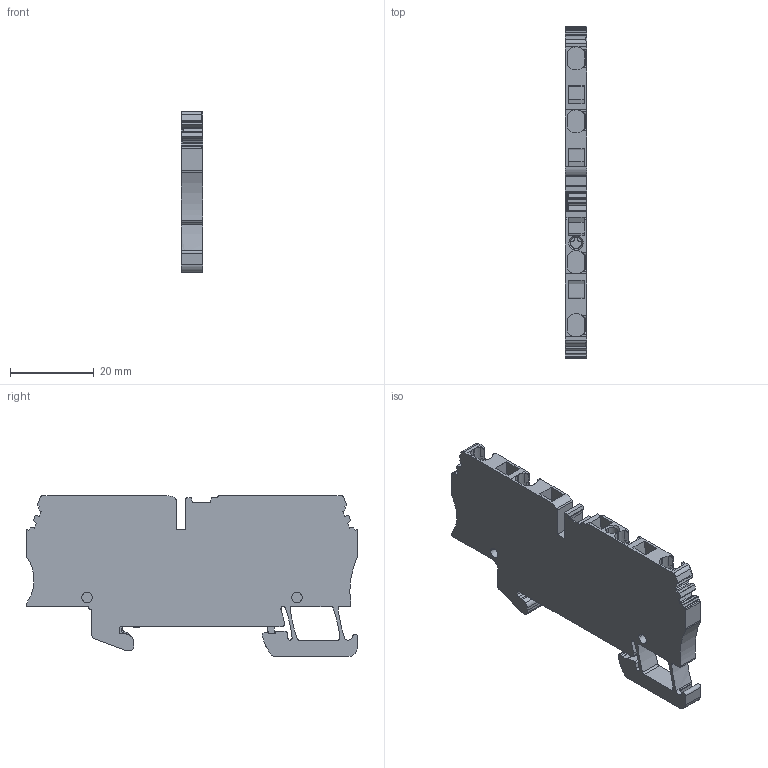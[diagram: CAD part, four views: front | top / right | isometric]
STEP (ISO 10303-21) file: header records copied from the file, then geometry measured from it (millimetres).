
FILE_DESCRIPTION(('CATIA V5R22 STEP214','CAx-IF Rec.Pracs.--- Model Styling and Organization---1.4--- 2014-01-23'),'2;1');
FILE_NAME ('018944-2_0', '2021-04-13T04:53:52+00:00', ('Weidmueller Interface'), ('Weidmueller'), 'CATIA Version 5-6 Release 2016 SP3 HF44', 'CATIA V5 STEP AP214', 'none');
FILE_SCHEMA(('AUTOMOTIVE_DESIGN { 1 0 10303 214 1 1 1 1 }'));
Length unit declared in the file: millimetre
Products named in the file (1): ZPE 2.5/4AN_AllCATPart
Bounding box: 5.1 x 79.05 x 38.35 mm (x, y, z)
Volume: 10873.5 mm3; surface area: 7456.9 mm2
Topology: 4 solids, 4 shells, 380 faces, 1097 edges, 734 vertices
Faces by surface type: plane 231, cylinder 133, extrusion 9, cone 6, torus 1
Entity records: 12165 total; most frequent: CARTESIAN_POINT 2484, ORIENTED_EDGE 2194, DIRECTION 1664, EDGE_CURVE 1097, VECTOR 791, LINE 782, VERTEX_POINT 734, AXIS2_PLACEMENT_3D 567
